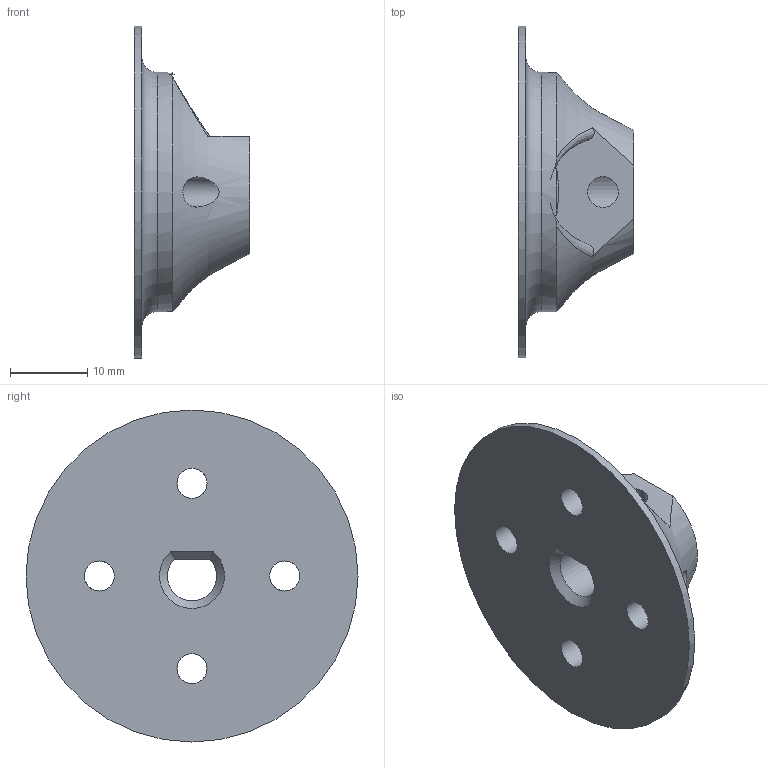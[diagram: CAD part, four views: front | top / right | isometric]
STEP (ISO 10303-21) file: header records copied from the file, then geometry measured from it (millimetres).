
FILE_DESCRIPTION(/* description */ (''),/* implementation_level */ '2;1');
FILE_NAME(/* name */ 'Motor Coupling.step',/* time_stamp */ '2025-04-26T00:21:36+02:00',/* author */ (''),/* organization */ (''),/* preprocessor_version */ 'ST-DEVELOPER v20.1',/* originating_system */ 'Autodesk Translation Framework v14.4.0.0',/* authorisation */ '');
FILE_SCHEMA (('AUTOMOTIVE_DESIGN { 1 0 10303 214 3 1 1 }'));
Length unit declared in the file: millimetre
Products named in the file (1): Motor Kupplung
Bounding box: 15 x 43 x 43 mm (x, y, z)
Volume: 7257.7 mm3; surface area: 4267.6 mm2
Topology: 1 solids, 1 shells, 24 faces, 64 edges, 43 vertices
Faces by surface type: cylinder 9, plane 8, torus 3, bspline 2, cone 2
Full cylindrical faces by diameter (mm): 3.9 x4, 4 x1, 31 x1, 43 x1
Entity records: 1172 total; most frequent: CARTESIAN_POINT 547, ORIENTED_EDGE 128, DIRECTION 106, EDGE_CURVE 64, AXIS2_PLACEMENT_3D 45, VERTEX_POINT 43, EDGE_LOOP 37, B_SPLINE_CURVE_WITH_KNOTS 26
